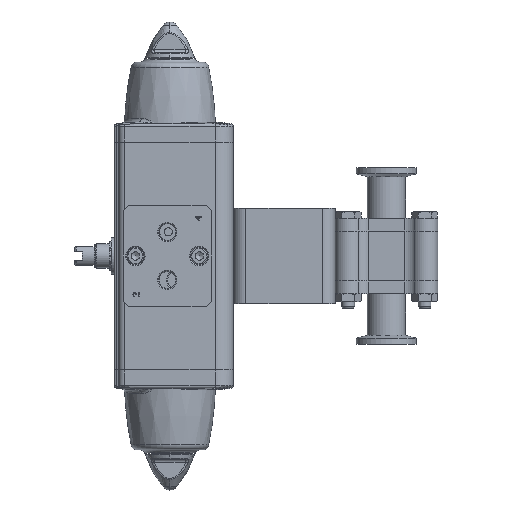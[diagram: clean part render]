
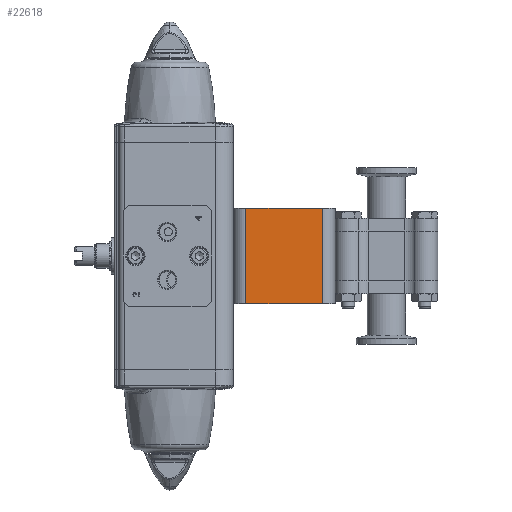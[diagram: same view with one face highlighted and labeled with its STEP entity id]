
A CAD part, left-side view. The second image highlights one B-rep face of the part: STEP entity #22618.
In plain terms, the highlighted planar face has unit normal (-1, 0, 0).
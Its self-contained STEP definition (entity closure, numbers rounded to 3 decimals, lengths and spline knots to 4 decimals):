
#1737=PLANE('',#24364);
#2232=FACE_OUTER_BOUND('',#3631,.T.);
#3631=EDGE_LOOP('',(#15464,#15465,#15466,#15467));
#5016=LINE('',#34529,#6251);
#5054=LINE('',#34638,#6289);
#5055=LINE('',#34641,#6290);
#5056=LINE('',#34642,#6291);
#6251=VECTOR('',#27522,0.3937);
#6289=VECTOR('',#27618,0.3937);
#6290=VECTOR('',#27621,0.3937);
#6291=VECTOR('',#27622,0.3937);
#9100=VERTEX_POINT('',#34526);
#9101=VERTEX_POINT('',#34528);
#9143=VERTEX_POINT('',#34636);
#9144=VERTEX_POINT('',#34640);
#11551=EDGE_CURVE('',#9101,#9100,#5016,.T.);
#11609=EDGE_CURVE('',#9143,#9100,#5054,.T.);
#11610=EDGE_CURVE('',#9101,#9144,#5055,.T.);
#11611=EDGE_CURVE('',#9143,#9144,#5056,.T.);
#15464=ORIENTED_EDGE('',*,*,#11610,.F.);
#15465=ORIENTED_EDGE('',*,*,#11551,.T.);
#15466=ORIENTED_EDGE('',*,*,#11609,.F.);
#15467=ORIENTED_EDGE('',*,*,#11611,.T.);
#22618=ADVANCED_FACE('',(#2232),#1737,.T.);
#24364=AXIS2_PLACEMENT_3D('',#34639,#27619,#27620);
#27522=DIRECTION('',(0.,1.,0.));
#27618=DIRECTION('',(0.,0.,1.));
#27619=DIRECTION('center_axis',(-1.,0.,0.));
#27620=DIRECTION('ref_axis',(0.,0.,
1.));
#27621=DIRECTION('',(0.,0.,-1.));
#27622=DIRECTION('',(0.,-1.,0.));
#34526=CARTESIAN_POINT('',(-1.,2.758,0.9375));
#34528=CARTESIAN_POINT('',(-1.,1.258,0.9375));
#34529=CARTESIAN_POINT('',(-1.,3.008,0.9375));
#34636=CARTESIAN_POINT('',(-1.,2.758,-0.9375));
#34638=CARTESIAN_POINT('',(-1.,2.758,0.));
#34639=CARTESIAN_POINT('Origin',(-1.,1.008,0.));
#34640=CARTESIAN_POINT('',(-1.,1.258,-0.9375));
#34641=CARTESIAN_POINT('',(-1.,1.258,0.));
#34642=CARTESIAN_POINT('',(-1.,3.008,-0.9375));
